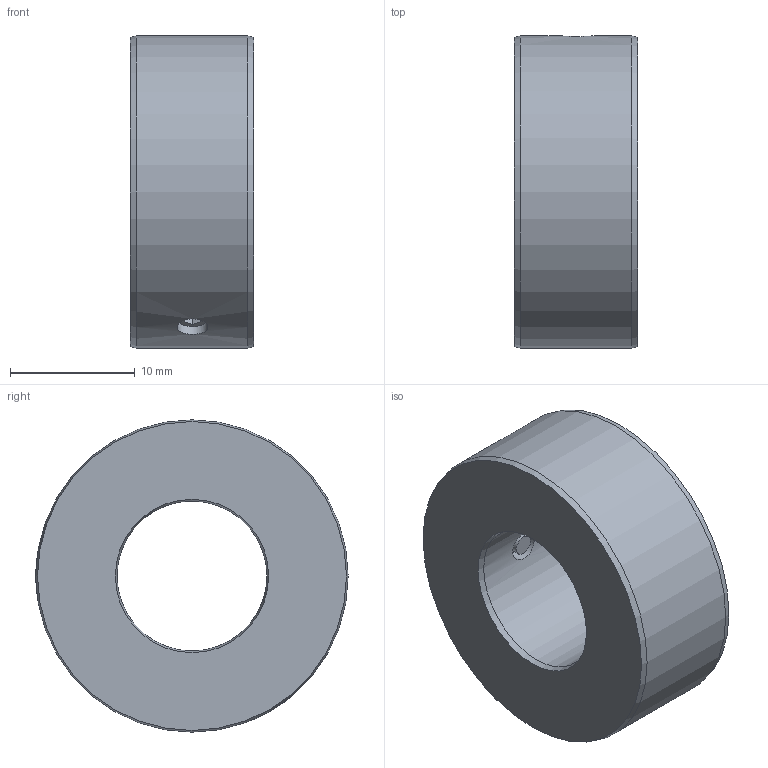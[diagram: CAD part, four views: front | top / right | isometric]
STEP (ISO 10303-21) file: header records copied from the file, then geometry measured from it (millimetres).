
FILE_DESCRIPTION(/* description */ (''),/* implementation_level */ '2;1');
FILE_NAME(/* name */ '930410830500.stp',/* time_stamp */ '2020-03-12T11:40:56+01:00',/* author */ ('trapp'),/* organization */ (''),/* preprocessor_version */ 'ST-DEVELOPER v18',/* originating_system */ 'Autodesk Inventor 2020',/* authorisation */ '');
FILE_SCHEMA (('AUTOMOTIVE_DESIGN { 1 0 10303 214 3 1 1 }'));
Products named in the file (1): 930410830500_Shrinkwrap_1
Bounding box: 9.9 x 25 x 25 mm (x, y, z)
Volume: 3717 mm3; surface area: 1966.5 mm2
Topology: 1 solids, 1 shells, 58 faces, 168 edges, 114 vertices
Faces by surface type: cylinder 24, plane 20, cone 8, bspline 6
Full cylindrical faces by diameter (mm): 1.6 x2, 2.459 x20, 12 x1, 25 x1
Entity records: 29762 total; most frequent: CARTESIAN_POINT 28209, ORIENTED_EDGE 336, DIRECTION 240, EDGE_CURVE 168, VERTEX_POINT 114, AXIS2_PLACEMENT_3D 85, LINE 70, VECTOR 70
